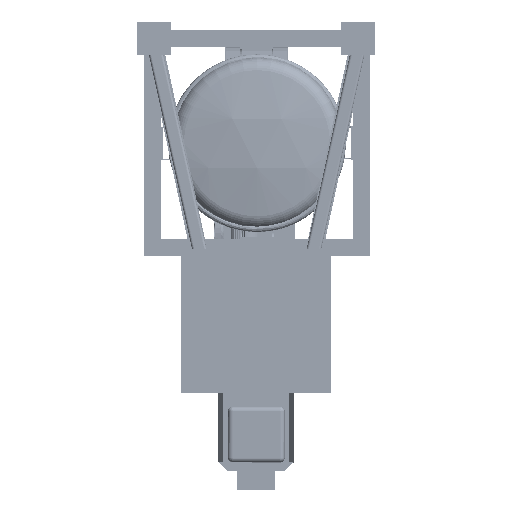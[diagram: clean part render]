
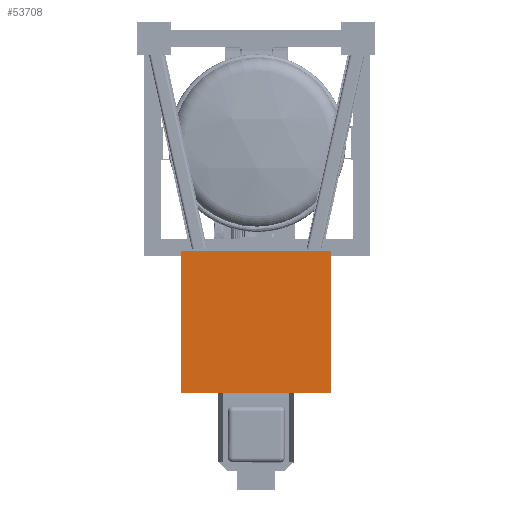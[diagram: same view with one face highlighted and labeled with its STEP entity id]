
A CAD part, front view. The second image highlights one B-rep face of the part: STEP entity #53708.
In plain terms, the highlighted planar face has unit normal (0, -1, 0).
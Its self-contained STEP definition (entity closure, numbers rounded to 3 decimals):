
#53599 = VERTEX_POINT('',#53600);
#53600 = CARTESIAN_POINT('',(3789.799,-3205.602,
    -5434.527));
#53606 = EDGE_CURVE('',#53607,#53599,#53609,.T.);
#53607 = VERTEX_POINT('',#53608);
#53608 = CARTESIAN_POINT('',(2209.799,-3205.602,
    -5434.527));
#53609 = LINE('',#53610,#53611);
#53610 = CARTESIAN_POINT('',(2209.799,-3205.602,
    -5434.527));
#53611 = VECTOR('',#53612,1.);
#53612 = DIRECTION('',(1.,0.,0.));
#53637 = EDGE_CURVE('',#53638,#53607,#53640,.T.);
#53638 = VERTEX_POINT('',#53639);
#53639 = CARTESIAN_POINT('',(2209.799,-3205.602,
    -3934.527));
#53640 = LINE('',#53641,#53642);
#53641 = CARTESIAN_POINT('',(2209.799,-3205.602,
    -3934.527));
#53642 = VECTOR('',#53643,1.);
#53643 = DIRECTION('',(0.,0.,-1.));
#53668 = EDGE_CURVE('',#53669,#53638,#53671,.T.);
#53669 = VERTEX_POINT('',#53670);
#53670 = CARTESIAN_POINT('',(3789.799,-3205.602,
    -3934.527));
#53671 = LINE('',#53672,#53673);
#53672 = CARTESIAN_POINT('',(3789.799,-3205.602,
    -3934.527));
#53673 = VECTOR('',#53674,1.);
#53674 = DIRECTION('',(-1.,0.,0.));
#53697 = EDGE_CURVE('',#53599,#53669,#53698,.T.);
#53698 = LINE('',#53699,#53700);
#53699 = CARTESIAN_POINT('',(3789.799,-3205.602,
    -5434.527));
#53700 = VECTOR('',#53701,1.);
#53701 = DIRECTION('',(0.,0.,1.));
#53708 = ADVANCED_FACE('',(#53709),#53715,.T.);
#53709 = FACE_BOUND('',#53710,.T.);
#53710 = EDGE_LOOP('',(#53711,#53712,#53713,#53714));
#53711 = ORIENTED_EDGE('',*,*,#53697,.T.);
#53712 = ORIENTED_EDGE('',*,*,#53668,.T.);
#53713 = ORIENTED_EDGE('',*,*,#53637,.T.);
#53714 = ORIENTED_EDGE('',*,*,#53606,.T.);
#53715 = PLANE('',#53716);
#53716 = AXIS2_PLACEMENT_3D('',#53717,#53718,#53719);
#53717 = CARTESIAN_POINT('',(2999.799,-3205.602,
    -4684.527));
#53718 = DIRECTION('',(0.,-1.,0.));
#53719 = DIRECTION('',(1.,0.,0.));
